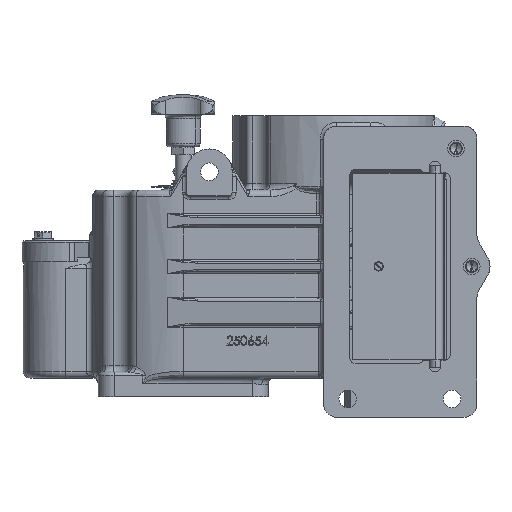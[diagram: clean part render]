
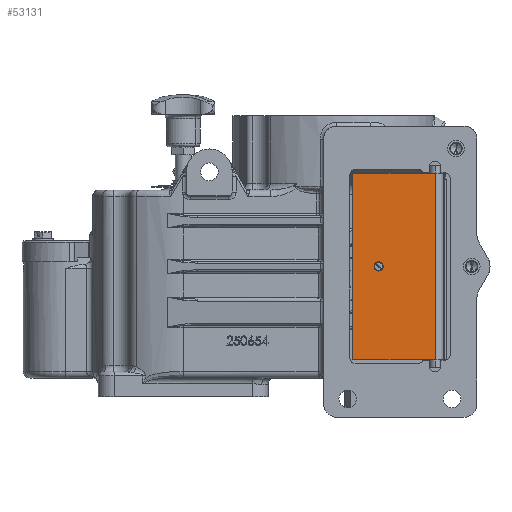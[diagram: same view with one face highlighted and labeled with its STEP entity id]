
A CAD part, front view. The second image highlights one B-rep face of the part: STEP entity #53131.
In plain terms, the highlighted planar face has unit normal (0, -1, 0).
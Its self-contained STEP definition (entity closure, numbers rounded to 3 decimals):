
#26441 = LINE ( 'NONE', #129080, #26454 ) ;
#26454 = VECTOR ( 'NONE', #129081, 1000. ) ;
#26471 = LINE ( 'NONE', #129153, #26514 ) ;
#26476 = CIRCLE ( 'NONE', #200068, 2.3 ) ;
#26486 = LINE ( 'NONE', #129138, #26508 ) ;
#26488 = CIRCLE ( 'NONE', #200060, 2.3 ) ;
#26508 = VECTOR ( 'NONE', #129141, 1000. ) ;
#26510 = LINE ( 'NONE', #129145, #26512 ) ;
#26512 = VECTOR ( 'NONE', #129148, 1000. ) ;
#26514 = VECTOR ( 'NONE', #129154, 1000. ) ;
#43469 = VERTEX_POINT ( 'NONE', #117100 ) ;
#43581 = VERTEX_POINT ( 'NONE', #116971 ) ;
#43671 = VERTEX_POINT ( 'NONE', #116809 ) ;
#43680 = VERTEX_POINT ( 'NONE', #116799 ) ;
#43835 = VERTEX_POINT ( 'NONE', #116848 ) ;
#43843 = VERTEX_POINT ( 'NONE', #116931 ) ;
#53131 = ADVANCED_FACE ( 'NONE', ( #114295, #114329 ), #109409, .F. ) ;
#104552 = AXIS2_PLACEMENT_3D ( 'NONE', #109408, #109414, #109099 ) ;
#109099 = DIRECTION ( 'NONE',  ( -1., 0., 0. ) ) ;
#109408 = CARTESIAN_POINT ( 'NONE',  ( 78.25, -94.5, 71.5 ) ) ;
#109409 = PLANE ( 'NONE',  #104552 ) ;
#109414 = DIRECTION ( 'NONE',  ( 0., 1., 0. ) ) ;
#114295 = FACE_BOUND ( 'NONE', #179103, .T. ) ;
#114329 = FACE_OUTER_BOUND ( 'NONE', #178982, .T. ) ;
#116799 = CARTESIAN_POINT ( 'NONE',  ( 78.25, -94.5, -71.5 ) ) ;
#116809 = CARTESIAN_POINT ( 'NONE',  ( 14.75, -94.5, -71.5 ) ) ;
#116848 = CARTESIAN_POINT ( 'NONE',  ( 37.05, -94.5, 0. ) ) ;
#116931 = CARTESIAN_POINT ( 'NONE',  ( 32.45, -94.5, 0. ) ) ;
#116971 = CARTESIAN_POINT ( 'NONE',  ( 14.75, -94.5, 71.5 ) ) ;
#117100 = CARTESIAN_POINT ( 'NONE',  ( 78.25, -94.5, 71.5 ) ) ;
#129080 = CARTESIAN_POINT ( 'NONE',  ( 14.75, -94.5, 71.5 ) ) ;
#129081 = DIRECTION ( 'NONE',  ( 0., 0., -1. ) ) ;
#129088 = CARTESIAN_POINT ( 'NONE',  ( 34.75, -94.5, 0. ) ) ;
#129092 = DIRECTION ( 'NONE',  ( 0., -1., 0. ) ) ;
#129093 = DIRECTION ( 'NONE',  ( -1., 0., 0. ) ) ;
#129107 = CARTESIAN_POINT ( 'NONE',  ( 34.75, -94.5, 0. ) ) ;
#129109 = DIRECTION ( 'NONE',  ( 0., -1., 0. ) ) ;
#129112 = DIRECTION ( 'NONE',  ( -1., 0., 0. ) ) ;
#129138 = CARTESIAN_POINT ( 'NONE',  ( 78.25, -94.5, 71.5 ) ) ;
#129141 = DIRECTION ( 'NONE',  ( 0., 0., -1. ) ) ;
#129145 = CARTESIAN_POINT ( 'NONE',  ( 78.25, -94.5, -71.5 ) ) ;
#129148 = DIRECTION ( 'NONE',  ( 1., 0., 0. ) ) ;
#129153 = CARTESIAN_POINT ( 'NONE',  ( 78.25, -94.5, 71.5 ) ) ;
#129154 = DIRECTION ( 'NONE',  ( 1., 0., 0. ) ) ;
#140576 = EDGE_CURVE ( 'NONE', #43581, #43671, #26441, .T. ) ;
#140585 = EDGE_CURVE ( 'NONE', #43843, #43835, #26476, .T. ) ;
#140602 = EDGE_CURVE ( 'NONE', #43835, #43843, #26488, .T. ) ;
#140624 = EDGE_CURVE ( 'NONE', #43469, #43680, #26486, .T. ) ;
#140631 = EDGE_CURVE ( 'NONE', #43671, #43680, #26510, .T. ) ;
#140636 = EDGE_CURVE ( 'NONE', #43581, #43469, #26471, .T. ) ;
#143160 = ORIENTED_EDGE ( 'NONE', *, *, #140576, .T. ) ;
#143163 = ORIENTED_EDGE ( 'NONE', *, *, #140624, .F. ) ;
#143165 = ORIENTED_EDGE ( 'NONE', *, *, #140636, .F. ) ;
#143167 = ORIENTED_EDGE ( 'NONE', *, *, #140602, .F. ) ;
#143169 = ORIENTED_EDGE ( 'NONE', *, *, #140631, .T. ) ;
#143173 = ORIENTED_EDGE ( 'NONE', *, *, #140585, .F. ) ;
#178982 = EDGE_LOOP ( 'NONE', ( #143169, #143163, #143165, #143160 ) ) ;
#179103 = EDGE_LOOP ( 'NONE', ( #143173, #143167 ) ) ;
#200060 = AXIS2_PLACEMENT_3D ( 'NONE', #129107, #129109, #129112 ) ;
#200068 = AXIS2_PLACEMENT_3D ( 'NONE', #129088, #129092, #129093 ) ;
